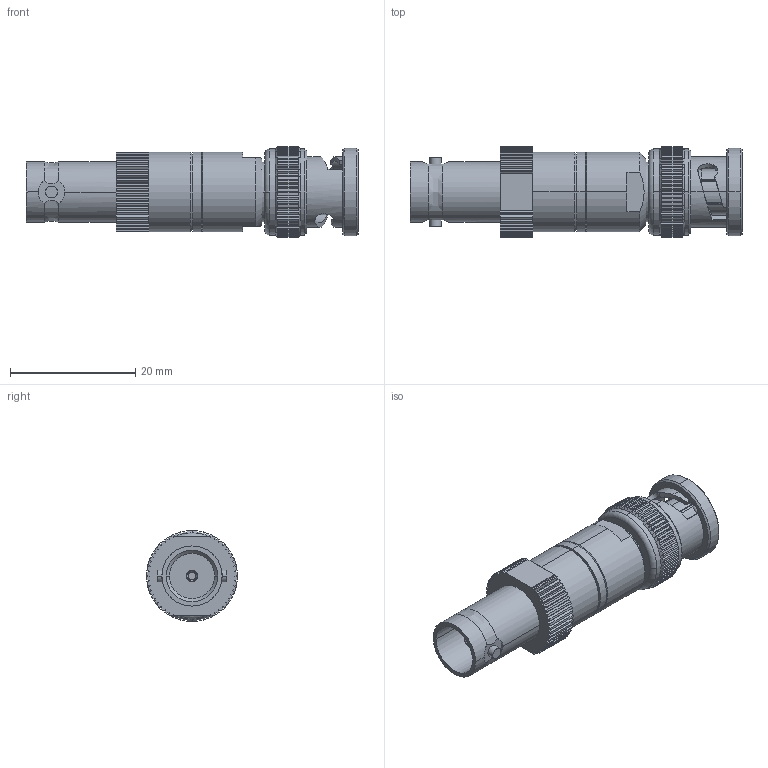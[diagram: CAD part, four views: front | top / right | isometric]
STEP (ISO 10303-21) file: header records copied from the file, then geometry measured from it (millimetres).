
FILE_DESCRIPTION (( 'STEP AP214' ), '1' );
FILE_NAME ('FMMP1100_3D.step', '2023-03-30T16:10:18', ( '' ), ( '' ), 'SwSTEP 2.0', 'SolidWorks 2022', '' );
FILE_SCHEMA (( 'AUTOMOTIVE_DESIGN' ));
Length unit declared in the file: inch
Products named in the file (1): FMMP1100_3D
Bounding box: 53 x 14.5 x 14.5 mm (x, y, z)
Volume: 5105.9 mm3; surface area: 3633.6 mm2
Topology: 1 solids, 1 shells, 549 faces, 1556 edges, 1021 vertices
Faces by surface type: plane 298, cylinder 186, cone 38, bspline 18, torus 9
Entity records: 19278 total; most frequent: CARTESIAN_POINT 5402, ORIENTED_EDGE 3112, DIRECTION 2666, EDGE_CURVE 1556, VERTEX_POINT 1021, AXIS2_PLACEMENT_3D 971, VECTOR 724, LINE 724
